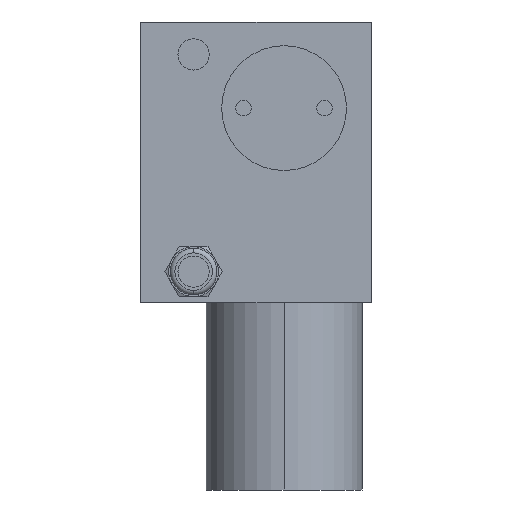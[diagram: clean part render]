
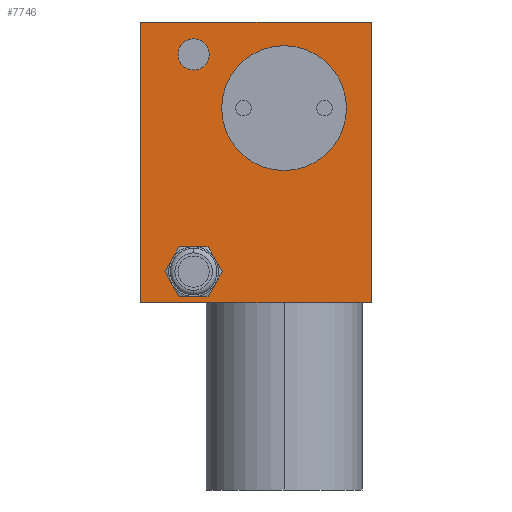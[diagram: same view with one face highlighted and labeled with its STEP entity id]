
A CAD part, left-side view. The second image highlights one B-rep face of the part: STEP entity #7746.
In plain terms, the highlighted planar face has unit normal (-1, 0, 0).
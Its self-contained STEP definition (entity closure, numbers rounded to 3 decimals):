
#1011=DIRECTION('',(0.,0.,1.));
#1012=VECTOR('',#1011,45.);
#1013=CARTESIAN_POINT('',(0.,37.,-45.));
#1014=LINE('',#1013,#1012);
#1055=DIRECTION('',(0.,-1.,0.));
#1056=VECTOR('',#1055,37.);
#1057=CARTESIAN_POINT('',(0.,37.,-45.));
#1058=LINE('',#1057,#1056);
#1059=DIRECTION('',(0.,1.,0.));
#1060=VECTOR('',#1059,37.);
#1061=CARTESIAN_POINT('',(0.,0.,0.));
#1062=LINE('',#1061,#1060);
#1063=DIRECTION('',(0.,0.,1.));
#1064=VECTOR('',#1063,45.);
#1065=CARTESIAN_POINT('',(0.,0.,-45.));
#1066=LINE('',#1065,#1064);
#1067=CARTESIAN_POINT('',(0.,14.,-13.8));
#1068=DIRECTION('',(1.,0.,0.));
#1069=DIRECTION('',(0.,0.,-1.));
#1070=AXIS2_PLACEMENT_3D('',#1067,#1068,#1069);
#1072=CARTESIAN_POINT('',(0.,14.,-13.8));
#1073=DIRECTION('',(1.,0.,0.));
#1074=DIRECTION('',(0.,0.,1.));
#1075=AXIS2_PLACEMENT_3D('',#1072,#1073,#1074);
#1077=CARTESIAN_POINT('',(0.,28.5,-5.2));
#1078=DIRECTION('',(1.,0.,0.));
#1079=DIRECTION('',(0.,0.,-1.));
#1080=AXIS2_PLACEMENT_3D('',#1077,#1078,#1079);
#1082=CARTESIAN_POINT('',(0.,28.5,-5.2));
#1083=DIRECTION('',(1.,0.,0.));
#1084=DIRECTION('',(0.,0.,1.));
#1085=AXIS2_PLACEMENT_3D('',#1082,#1083,#1084);
#1087=CARTESIAN_POINT('',(0.,28.5,-40.));
#1088=DIRECTION('',(-1.,0.,0.));
#1089=DIRECTION('',(0.,-0.866,0.5));
#1090=AXIS2_PLACEMENT_3D('',#1087,#1088,#1089);
#1092=CARTESIAN_POINT('',(0.,28.5,-40.));
#1093=DIRECTION('',(-1.,0.,0.));
#1094=DIRECTION('',(0.,0.,1.));
#1095=AXIS2_PLACEMENT_3D('',#1092,#1093,#1094);
#1097=CARTESIAN_POINT('',(0.,28.5,-40.));
#1098=DIRECTION('',(-1.,0.,0.));
#1099=DIRECTION('',(0.,0.866,0.5));
#1100=AXIS2_PLACEMENT_3D('',#1097,#1098,#1099);
#1102=CARTESIAN_POINT('',(0.,28.5,-40.));
#1103=DIRECTION('',(-1.,0.,0.));
#1104=DIRECTION('',(0.,0.866,-0.5));
#1105=AXIS2_PLACEMENT_3D('',#1102,#1103,#1104);
#1107=CARTESIAN_POINT('',(0.,28.5,-40.));
#1108=DIRECTION('',(-1.,0.,0.));
#1109=DIRECTION('',(0.,0.,-1.));
#1110=AXIS2_PLACEMENT_3D('',#1107,#1108,#1109);
#1112=CARTESIAN_POINT('',(0.,28.5,-40.));
#1113=DIRECTION('',(-1.,0.,0.));
#1114=DIRECTION('',(0.,-0.866,-0.5));
#1115=AXIS2_PLACEMENT_3D('',#1112,#1113,#1114);
#5287=CARTESIAN_POINT('',(0.,0.,-45.));
#5288=VERTEX_POINT('',#5287);
#5289=CARTESIAN_POINT('',(0.,37.,-45.));
#5290=VERTEX_POINT('',#5289);
#5319=CARTESIAN_POINT('',(0.,0.,0.));
#5320=VERTEX_POINT('',#5319);
#5321=CARTESIAN_POINT('',(0.,37.,0.));
#5322=VERTEX_POINT('',#5321);
#6037=CARTESIAN_POINT('',(0.,14.,-23.8));
#6038=CARTESIAN_POINT('',(0.,14.,-3.8));
#6039=VERTEX_POINT('',#6037);
#6040=VERTEX_POINT('',#6038);
#6041=CARTESIAN_POINT('',(0.,28.5,-7.7));
#6042=CARTESIAN_POINT('',(0.,28.5,-2.7));
#6043=VERTEX_POINT('',#6041);
#6044=VERTEX_POINT('',#6042);
#6817=CARTESIAN_POINT('',(0.,25.036,-38.));
#6818=CARTESIAN_POINT('',(0.,28.5,-36.));
#6819=VERTEX_POINT('',#6817);
#6820=VERTEX_POINT('',#6818);
#6821=CARTESIAN_POINT('',(0.,31.964,-42.));
#6822=CARTESIAN_POINT('',(0.,28.5,-44.));
#6823=VERTEX_POINT('',#6821);
#6824=VERTEX_POINT('',#6822);
#6825=CARTESIAN_POINT('',(0.,25.036,-42.));
#6826=VERTEX_POINT('',#6825);
#6827=CARTESIAN_POINT('',(0.,31.964,-38.));
#6828=VERTEX_POINT('',#6827);
#7708=CARTESIAN_POINT('',(0.,18.5,-22.5));
#7709=DIRECTION('',(1.,0.,0.));
#7710=DIRECTION('',(0.,-1.,0.));
#7711=AXIS2_PLACEMENT_3D('',#7708,#7709,#7710);
#7712=PLANE('',#7711);
#7713=ORIENTED_EDGE('',*,*,#7546,.F.);
#7714=ORIENTED_EDGE('',*,*,#7679,.T.);
#7715=ORIENTED_EDGE('',*,*,#6864,.F.);
#7717=ORIENTED_EDGE('',*,*,#7716,.F.);
#7718=EDGE_LOOP('',(#7713,#7714,#7715,#7717));
#7719=FACE_OUTER_BOUND('',#7718,.F.);
#7721=ORIENTED_EDGE('',*,*,#7720,.F.);
#7723=ORIENTED_EDGE('',*,*,#7722,.F.);
#7724=EDGE_LOOP('',(#7721,#7723));
#7725=FACE_BOUND('',#7724,.F.);
#7727=ORIENTED_EDGE('',*,*,#7726,.F.);
#7729=ORIENTED_EDGE('',*,*,#7728,.F.);
#7730=EDGE_LOOP('',(#7727,#7729));
#7731=FACE_BOUND('',#7730,.F.);
#7733=ORIENTED_EDGE('',*,*,#7732,.T.);
#7735=ORIENTED_EDGE('',*,*,#7734,.T.);
#7737=ORIENTED_EDGE('',*,*,#7736,.T.);
#7739=ORIENTED_EDGE('',*,*,#7738,.T.);
#7741=ORIENTED_EDGE('',*,*,#7740,.T.);
#7743=ORIENTED_EDGE('',*,*,#7742,.T.);
#7744=EDGE_LOOP('',(#7733,#7735,#7737,#7739,#7741,#7743));
#7745=FACE_BOUND('',#7744,.F.);
#7746=ADVANCED_FACE('',(#7719,#7725,#7731,#7745),#7712,.F.);
#1071=CIRCLE('',#1070,10.);
#1076=CIRCLE('',#1075,10.);
#1081=CIRCLE('',#1080,2.5);
#1086=CIRCLE('',#1085,2.5);
#1091=CIRCLE('',#1090,4.);
#1096=CIRCLE('',#1095,4.);
#1101=CIRCLE('',#1100,4.);
#1106=CIRCLE('',#1105,4.);
#1111=CIRCLE('',#1110,4.);
#1116=CIRCLE('',#1115,4.);
#6864=EDGE_CURVE('',#5320,#5322,#1062,.T.);
#7546=EDGE_CURVE('',#5290,#5288,#1058,.T.);
#7679=EDGE_CURVE('',#5290,#5322,#1014,.T.);
#7716=EDGE_CURVE('',#5288,#5320,#1066,.T.);
#7720=EDGE_CURVE('',#6039,#6040,#1071,.T.);
#7722=EDGE_CURVE('',#6040,#6039,#1076,.T.);
#7726=EDGE_CURVE('',#6043,#6044,#1081,.T.);
#7728=EDGE_CURVE('',#6044,#6043,#1086,.T.);
#7732=EDGE_CURVE('',#6819,#6820,#1091,.T.);
#7734=EDGE_CURVE('',#6820,#6828,#1096,.T.);
#7736=EDGE_CURVE('',#6828,#6823,#1101,.T.);
#7738=EDGE_CURVE('',#6823,#6824,#1106,.T.);
#7740=EDGE_CURVE('',#6824,#6826,#1111,.T.);
#7742=EDGE_CURVE('',#6826,#6819,#1116,.T.);
